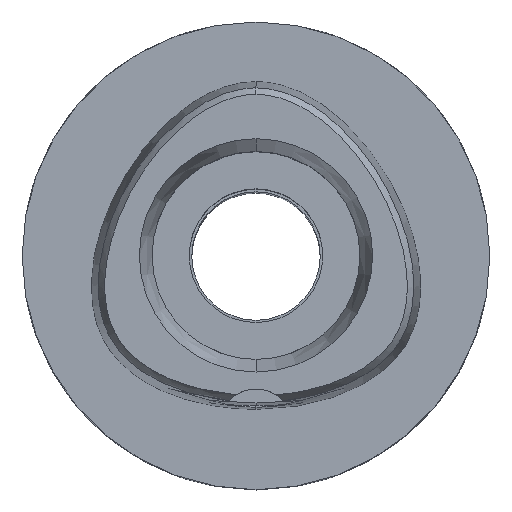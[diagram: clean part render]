
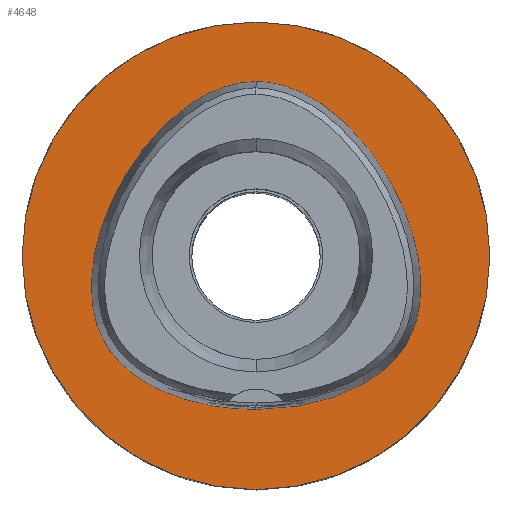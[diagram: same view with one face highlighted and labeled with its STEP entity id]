
A CAD part, top view. The second image highlights one B-rep face of the part: STEP entity #4648.
In plain terms, the highlighted planar face has unit normal (0, 0, 1).
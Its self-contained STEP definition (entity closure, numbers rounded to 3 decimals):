
#51 = AXIS2_PLACEMENT_3D ( 'NONE', #2381, #4258, #3899 ) ;
#130 = CARTESIAN_POINT ( 'NONE',  ( 0., 31.5, 0. ) ) ;
#147 = VERTEX_POINT ( 'NONE', #1178 ) ;
#196 = CARTESIAN_POINT ( 'NONE',  ( -14.408, 15.641, 0. ) ) ;
#232 = B_SPLINE_CURVE_WITH_KNOTS ( 'NONE', 3,
 ( #2174, #2861, #4851, #4800, #3321, #4081, #196, #2161, #1038, #2888, #4382, #995, #1403, #1017, #621, #968, #4772, #3688, #4453, #241, #2461, #1810, #2529 ),
 .UNSPECIFIED., .F., .F.,
 ( 4, 1, 1, 1, 1, 1, 1, 1, 1, 1, 1, 1, 1, 1, 1, 1, 1, 1, 1, 1, 4 ),
 ( 0., 0.042, 0.083, 0.125, 0.167, 0.25, 0.333, 0.417, 0.5, 0.542, 0.583, 0.625, 0.646, 0.667, 0.688, 0.708, 0.75, 0.792, 0.833, 0.917, 1. ),
 .UNSPECIFIED. ) ;
#241 = CARTESIAN_POINT ( 'NONE',  ( -11.233, -18.893, 0. ) ) ;
#302 = CARTESIAN_POINT ( 'NONE',  ( 14.408, 15.641, 0. ) ) ;
#356 = CARTESIAN_POINT ( 'NONE',  ( 22.245, -4.1, 0. ) ) ;
#379 = CARTESIAN_POINT ( 'NONE',  ( 7.571, 21.315, 0. ) ) ;
#621 = CARTESIAN_POINT ( 'NONE',  ( -20.35, -11.749, 0. ) ) ;
#658 = ORIENTED_EDGE ( 'NONE', *, *, #2934, .F. ) ;
#716 = CARTESIAN_POINT ( 'NONE',  ( 0., 23.475, 0. ) ) ;
#766 = CARTESIAN_POINT ( 'NONE',  ( 0., -20.675, 0. ) ) ;
#968 = CARTESIAN_POINT ( 'NONE',  ( -19.649, -12.825, 0. ) ) ;
#995 = CARTESIAN_POINT ( 'NONE',  ( -22.057, -6.848, 0. ) ) ;
#1017 = CARTESIAN_POINT ( 'NONE',  ( -20.932, -10.604, 0. ) ) ;
#1038 = CARTESIAN_POINT ( 'NONE',  ( -20.749, 4.657, 0. ) ) ;
#1076 = DIRECTION ( 'NONE',  ( 0., 0., -1. ) ) ;
#1078 = CARTESIAN_POINT ( 'NONE',  ( 21.555, -8.996, 0. ) ) ;
#1100 = CARTESIAN_POINT ( 'NONE',  ( 14.673, -17.214, 0. ) ) ;
#1128 = FACE_OUTER_BOUND ( 'NONE', #1335, .T. ) ;
#1154 = B_SPLINE_CURVE_WITH_KNOTS ( 'NONE', 3,
 ( #766, #4521, #3797, #2673, #1100, #4497, #2618, #4575, #2648, #2272, #1078, #4148, #356, #4196, #1902, #4097, #302, #2596, #379, #3817, #3773, #1529, #716 ),
 .UNSPECIFIED., .F., .F.,
 ( 4, 1, 1, 1, 1, 1, 1, 1, 1, 1, 1, 1, 1, 1, 1, 1, 1, 1, 1, 1, 4 ),
 ( 0., 0.083, 0.167, 0.208, 0.25, 0.292, 0.312, 0.333, 0.354, 0.375, 0.417, 0.458, 0.5, 0.583, 0.667, 0.75, 0.833, 0.875, 0.917, 0.958, 1. ),
 .UNSPECIFIED. ) ;
#1178 = CARTESIAN_POINT ( 'NONE',  ( 0., -20.675, 0. ) ) ;
#1245 = CARTESIAN_POINT ( 'NONE',  ( 0., 0., 0. ) ) ;
#1335 = EDGE_LOOP ( 'NONE', ( #3606, #658 ) ) ;
#1403 = CARTESIAN_POINT ( 'NONE',  ( -21.555, -8.996, 0. ) ) ;
#1510 = AXIS2_PLACEMENT_3D ( 'NONE', #2842, #1774, #3983 ) ;
#1529 = CARTESIAN_POINT ( 'NONE',  ( 0.855, 23.475, 0. ) ) ;
#1621 = PLANE ( 'NONE',  #2317 ) ;
#1689 = VERTEX_POINT ( 'NONE', #4472 ) ;
#1774 = DIRECTION ( 'NONE',  ( 0., 0., -1. ) ) ;
#1810 = CARTESIAN_POINT ( 'NONE',  ( -2.114, -20.675, 0. ) ) ;
#1902 = CARTESIAN_POINT ( 'NONE',  ( 20.749, 4.657, 0. ) ) ;
#1964 = EDGE_CURVE ( 'NONE', #1689, #147, #232, .T. ) ;
#2161 = CARTESIAN_POINT ( 'NONE',  ( -18.068, 10.432, 0. ) ) ;
#2174 = CARTESIAN_POINT ( 'NONE',  ( 0., 23.475, 0. ) ) ;
#2272 = CARTESIAN_POINT ( 'NONE',  ( 20.932, -10.604, 0. ) ) ;
#2317 = AXIS2_PLACEMENT_3D ( 'NONE', #1245, #1076, #2594 ) ;
#2328 = EDGE_CURVE ( 'NONE', #147, #1689, #1154, .T. ) ;
#2381 = CARTESIAN_POINT ( 'NONE',  ( 0., 0., 0. ) ) ;
#2461 = CARTESIAN_POINT ( 'NONE',  ( -6.341, -20.298, 0. ) ) ;
#2482 = VERTEX_POINT ( 'NONE', #130 ) ;
#2529 = CARTESIAN_POINT ( 'NONE',  ( 0., -20.675, 0. ) ) ;
#2594 = DIRECTION ( 'NONE',  ( 0., -1., 0. ) ) ;
#2596 = CARTESIAN_POINT ( 'NONE',  ( 10.746, 19.174, 0. ) ) ;
#2618 = CARTESIAN_POINT ( 'NONE',  ( 18.568, -14.169, 0. ) ) ;
#2648 = CARTESIAN_POINT ( 'NONE',  ( 20.35, -11.749, 0. ) ) ;
#2673 = CARTESIAN_POINT ( 'NONE',  ( 11.233, -18.893, 0. ) ) ;
#2730 = EDGE_CURVE ( 'NONE', #2482, #4089, #2947, .T. ) ;
#2842 = CARTESIAN_POINT ( 'NONE',  ( 0., 0., 0. ) ) ;
#2861 = CARTESIAN_POINT ( 'NONE',  ( -0.855, 23.475, 0. ) ) ;
#2888 = CARTESIAN_POINT ( 'NONE',  ( -21.978, -0.281, 0. ) ) ;
#2934 = EDGE_CURVE ( 'NONE', #4089, #2482, #4298, .T. ) ;
#2947 = CIRCLE ( 'NONE', #1510, 31.5 ) ;
#3321 = CARTESIAN_POINT ( 'NONE',  ( -7.571, 21.315, 0. ) ) ;
#3606 = ORIENTED_EDGE ( 'NONE', *, *, #2730, .F. ) ;
#3656 = EDGE_LOOP ( 'NONE', ( #4905, #4343 ) ) ;
#3688 = CARTESIAN_POINT ( 'NONE',  ( -16.959, -15.678, 0. ) ) ;
#3773 = CARTESIAN_POINT ( 'NONE',  ( 2.565, 23.293, 0. ) ) ;
#3797 = CARTESIAN_POINT ( 'NONE',  ( 6.341, -20.298, 0. ) ) ;
#3817 = CARTESIAN_POINT ( 'NONE',  ( 5.098, 22.526, 0. ) ) ;
#3899 = DIRECTION ( 'NONE',  ( 0., -1., 0. ) ) ;
#3983 = DIRECTION ( 'NONE',  ( 0., 1., 0. ) ) ;
#4081 = CARTESIAN_POINT ( 'NONE',  ( -10.746, 19.174, 0. ) ) ;
#4089 = VERTEX_POINT ( 'NONE', #4624 ) ;
#4097 = CARTESIAN_POINT ( 'NONE',  ( 18.068, 10.432, 0. ) ) ;
#4148 = CARTESIAN_POINT ( 'NONE',  ( 22.057, -6.848, 0. ) ) ;
#4196 = CARTESIAN_POINT ( 'NONE',  ( 21.978, -0.281, 0. ) ) ;
#4258 = DIRECTION ( 'NONE',  ( 0., 0., -1. ) ) ;
#4298 = CIRCLE ( 'NONE', #51, 31.5 ) ;
#4343 = ORIENTED_EDGE ( 'NONE', *, *, #2328, .F. ) ;
#4382 = CARTESIAN_POINT ( 'NONE',  ( -22.245, -4.1, 0. ) ) ;
#4453 = CARTESIAN_POINT ( 'NONE',  ( -14.673, -17.214, 0. ) ) ;
#4472 = CARTESIAN_POINT ( 'NONE',  ( 0., 23.475, 0. ) ) ;
#4497 = CARTESIAN_POINT ( 'NONE',  ( 16.959, -15.678, 0. ) ) ;
#4521 = CARTESIAN_POINT ( 'NONE',  ( 2.114, -20.675, 0. ) ) ;
#4575 = CARTESIAN_POINT ( 'NONE',  ( 19.649, -12.825, 0. ) ) ;
#4624 = CARTESIAN_POINT ( 'NONE',  ( 0., -31.5, 0. ) ) ;
#4648 = ADVANCED_FACE ( 'NONE', ( #1128, #4653 ), #1621, .F. ) ;
#4653 = FACE_BOUND ( 'NONE', #3656, .T. ) ;
#4772 = CARTESIAN_POINT ( 'NONE',  ( -18.568, -14.169, 0. ) ) ;
#4800 = CARTESIAN_POINT ( 'NONE',  ( -5.098, 22.526, 0. ) ) ;
#4851 = CARTESIAN_POINT ( 'NONE',  ( -2.565, 23.293, 0. ) ) ;
#4905 = ORIENTED_EDGE ( 'NONE', *, *, #1964, .F. ) ;
